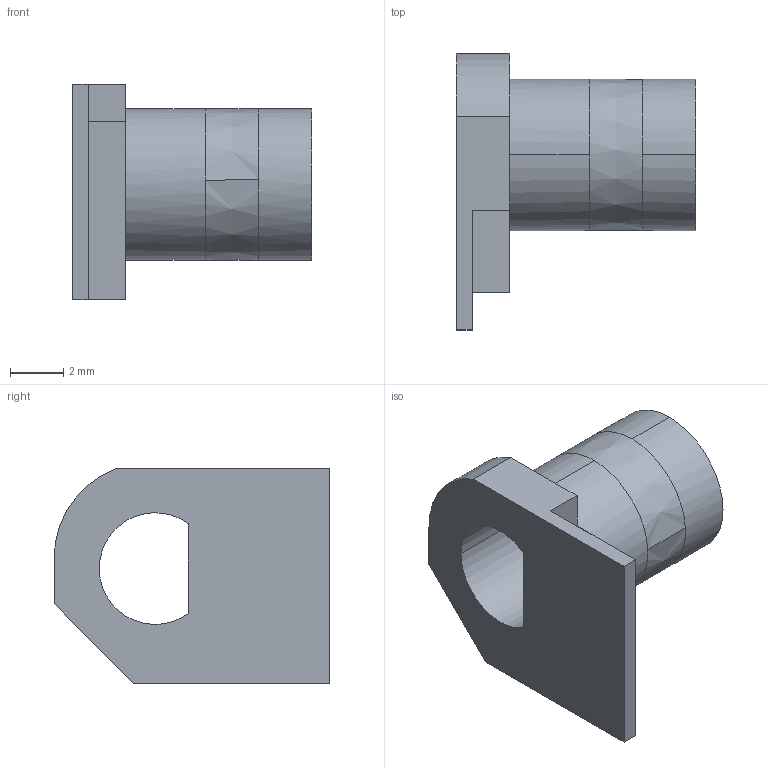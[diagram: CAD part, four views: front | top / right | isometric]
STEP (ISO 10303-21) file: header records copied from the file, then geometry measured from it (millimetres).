
FILE_DESCRIPTION (( 'STEP AP203' ), '1' );
FILE_NAME ('DP - P Pivot L.STEP', '2017-08-02T02:57:42', ( '' ), ( '' ), 'SwSTEP 2.0', 'SolidWorks 2016', '' );
FILE_SCHEMA (( 'CONFIG_CONTROL_DESIGN' ));
Length unit declared in the file: millimetre
Products named in the file (1): DP - P Pivot L
Bounding box: 9 x 10.38 x 8.1 mm (x, y, z)
Volume: 204.9 mm3; surface area: 434.1 mm2
Topology: 1 solids, 1 shells, 22 faces, 57 edges, 38 vertices
Faces by surface type: plane 13, cylinder 7, bspline 2
Entity records: 1174 total; most frequent: CARTESIAN_POINT 542, DIRECTION 115, ORIENTED_EDGE 114, EDGE_CURVE 57, AXIS2_PLACEMENT_3D 39, VERTEX_POINT 38, VECTOR 37, LINE 37
